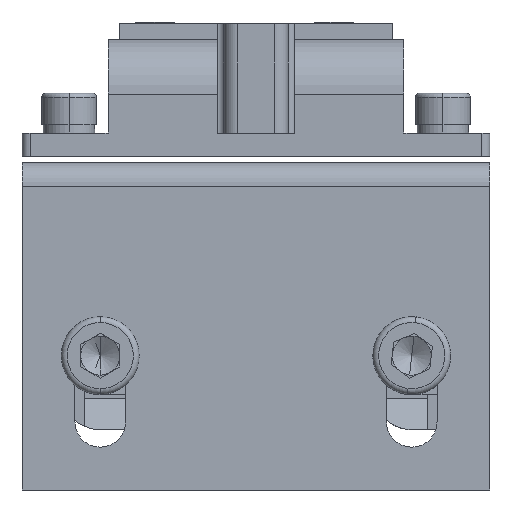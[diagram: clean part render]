
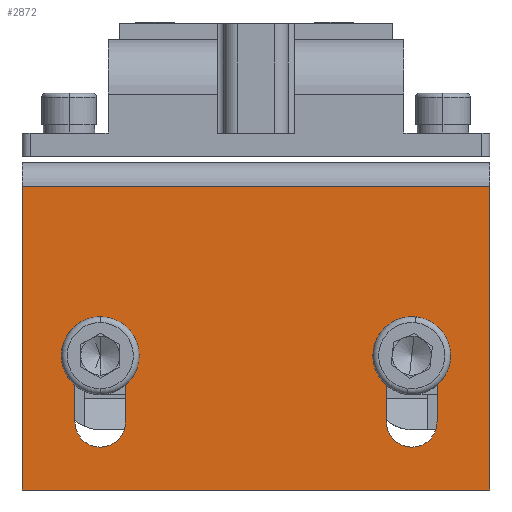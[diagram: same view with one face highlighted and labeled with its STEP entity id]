
A CAD part, left-side view. The second image highlights one B-rep face of the part: STEP entity #2872.
In plain terms, the highlighted planar face has unit normal (-1, 0, 0).
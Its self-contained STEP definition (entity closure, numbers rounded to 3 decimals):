
#1245 = DIRECTION ( 'NONE',  ( 0., -1., 0. ) ) ;
#1317 = AXIS2_PLACEMENT_3D ( 'NONE', #3187, #3186, #3281 ) ;
#1359 = AXIS2_PLACEMENT_3D ( 'NONE', #6506, #6501, #6609 ) ;
#1366 = AXIS2_PLACEMENT_3D ( 'NONE', #6729, #6728, #6727 ) ;
#1380 = AXIS2_PLACEMENT_3D ( 'NONE', #6719, #6718, #6717 ) ;
#1400 = DIRECTION ( 'NONE',  ( 0., 0., -1. ) ) ;
#1424 = AXIS2_PLACEMENT_3D ( 'NONE', #6594, #6595, #6591 ) ;
#1466 = CARTESIAN_POINT ( 'NONE',  ( -12.4, 27.056, -10.577 ) ) ;
#1467 = CARTESIAN_POINT ( 'NONE',  ( -12.4, 13.806, -40.827 ) ) ;
#1518 = VERTEX_POINT ( 'NONE', #5071 ) ;
#1529 = VERTEX_POINT ( 'NONE', #5083 ) ;
#1532 = VERTEX_POINT ( 'NONE', #5086 ) ;
#1542 = VERTEX_POINT ( 'NONE', #5098 ) ;
#1545 = VERTEX_POINT ( 'NONE', #5100 ) ;
#1558 = VERTEX_POINT ( 'NONE', #5113 ) ;
#1595 = VERTEX_POINT ( 'NONE', #5039 ) ;
#1596 = VERTEX_POINT ( 'NONE', #5037 ) ;
#1597 = VERTEX_POINT ( 'NONE', #5036 ) ;
#1599 = VERTEX_POINT ( 'NONE', #5035 ) ;
#1603 = VERTEX_POINT ( 'NONE', #4972 ) ;
#1604 = VERTEX_POINT ( 'NONE', #4998 ) ;
#1605 = VERTEX_POINT ( 'NONE', #5030 ) ;
#1607 = VERTEX_POINT ( 'NONE', #5027 ) ;
#1712 = ORIENTED_EDGE ( 'NONE', *, *, #7790, .T. ) ;
#1897 = ORIENTED_EDGE ( 'NONE', *, *, #8112, .T. ) ;
#2060 = ORIENTED_EDGE ( 'NONE', *, *, #8098, .T. ) ;
#2290 = CIRCLE ( 'NONE', #1359, 3.25 ) ;
#2353 = VECTOR ( 'NONE', #6699, 1000. ) ;
#2687 = LINE ( 'NONE', #6730, #2353 ) ;
#2703 = CIRCLE ( 'NONE', #1366, 3.25 ) ;
#2764 = FACE_BOUND ( 'NONE', #4153, .T. ) ;
#2777 = FACE_OUTER_BOUND ( 'NONE', #4154, .T. ) ;
#2823 = FACE_BOUND ( 'NONE', #4083, .T. ) ;
#2872 = ADVANCED_FACE ( 'NONE', ( #2823, #2764, #2777 ), #5338, .F. ) ;
#3186 = DIRECTION ( 'NONE',  ( 1., 0., 0. ) ) ;
#3187 = CARTESIAN_POINT ( 'NONE',  ( -12.4, 17.056, -32.327 ) ) ;
#3281 = DIRECTION ( 'NONE',  ( 0., 0., 1. ) ) ;
#3290 = DIRECTION ( 'NONE',  ( 0., 0., 1. ) ) ;
#3303 = CARTESIAN_POINT ( 'NONE',  ( -12.4, 27.056, -49.577 ) ) ;
#3317 = CARTESIAN_POINT ( 'NONE',  ( -12.4, 27.056, -49.577 ) ) ;
#3339 = DIRECTION ( 'NONE',  ( 0., -1., 0. ) ) ;
#3778 = ORIENTED_EDGE ( 'NONE', *, *, #7817, .T. ) ;
#3779 = ORIENTED_EDGE ( 'NONE', *, *, #7968, .T. ) ;
#3780 = ORIENTED_EDGE ( 'NONE', *, *, #7819, .T. ) ;
#3787 = ORIENTED_EDGE ( 'NONE', *, *, #7880, .T. ) ;
#4083 = EDGE_LOOP ( 'NONE', ( #2060, #3778, #9526, #1712, #3780 ) ) ;
#4153 = EDGE_LOOP ( 'NONE', ( #3779, #1897, #3787, #9231, #9230 ) ) ;
#4154 = EDGE_LOOP ( 'NONE', ( #9422, #9345, #9154, #9555 ) ) ;
#4789 = DIRECTION ( 'NONE',  ( 1., 0., 0. ) ) ;
#4972 = CARTESIAN_POINT ( 'NONE',  ( -12.4, 27.056, -10.577 ) ) ;
#4998 = CARTESIAN_POINT ( 'NONE',  ( -12.4, -32.944, -49.577 ) ) ;
#5027 = CARTESIAN_POINT ( 'NONE',  ( -12.4, 27.056, -49.577 ) ) ;
#5030 = CARTESIAN_POINT ( 'NONE',  ( -12.4, -32.944, -10.577 ) ) ;
#5035 = CARTESIAN_POINT ( 'NONE',  ( -12.4, 13.806, -40.827 ) ) ;
#5036 = CARTESIAN_POINT ( 'NONE',  ( -12.4, 20.306, -32.327 ) ) ;
#5037 = CARTESIAN_POINT ( 'NONE',  ( -12.4, -26.194, -32.327 ) ) ;
#5039 = CARTESIAN_POINT ( 'NONE',  ( -12.4, 13.806, -32.327 ) ) ;
#5071 = CARTESIAN_POINT ( 'NONE',  ( -12.4, -19.694, -32.327 ) ) ;
#5083 = CARTESIAN_POINT ( 'NONE',  ( -12.4, 17.056, -44.077 ) ) ;
#5086 = CARTESIAN_POINT ( 'NONE',  ( -12.4, 20.306, -40.827 ) ) ;
#5098 = CARTESIAN_POINT ( 'NONE',  ( -12.4, -22.944, -44.077 ) ) ;
#5100 = CARTESIAN_POINT ( 'NONE',  ( -12.4, -19.694, -40.827 ) ) ;
#5113 = CARTESIAN_POINT ( 'NONE',  ( -12.4, -26.194, -40.827 ) ) ;
#5312 = CARTESIAN_POINT ( 'NONE',  ( -12.4, 27.056, -49.577 ) ) ;
#5338 = PLANE ( 'NONE',  #9768 ) ;
#5352 = DIRECTION ( 'NONE',  ( 0., 1., 0. ) ) ;
#5545 = CIRCLE ( 'NONE', #1424, 3.25 ) ;
#5577 = CIRCLE ( 'NONE', #1380, 3.25 ) ;
#5672 = LINE ( 'NONE', #3303, #5673 ) ;
#5673 = VECTOR ( 'NONE', #3290, 1000. ) ;
#5683 = LINE ( 'NONE', #3317, #5691 ) ;
#5691 = VECTOR ( 'NONE', #3339, 1000. ) ;
#5711 = CIRCLE ( 'NONE', #1317, 3.25 ) ;
#5732 = LINE ( 'NONE', #7266, #5747 ) ;
#5734 = VECTOR ( 'NONE', #1245, 1000. ) ;
#5735 = LINE ( 'NONE', #7544, #5739 ) ;
#5738 = VECTOR ( 'NONE', #1400, 1000. ) ;
#5739 = VECTOR ( 'NONE', #7309, 1000. ) ;
#5744 = LINE ( 'NONE', #1466, #5734 ) ;
#5747 = VECTOR ( 'NONE', #7273, 1000. ) ;
#5751 = LINE ( 'NONE', #1467, #5738 ) ;
#5819 = LINE ( 'NONE', #7647, #5821 ) ;
#5821 = VECTOR ( 'NONE', #7638, 1000. ) ;
#5850 = CIRCLE ( 'NONE', #9850, 3.25 ) ;
#6501 = DIRECTION ( 'NONE',  ( 1., 0., 0. ) ) ;
#6506 = CARTESIAN_POINT ( 'NONE',  ( -12.4, -22.944, -40.827 ) ) ;
#6591 = DIRECTION ( 'NONE',  ( 0., 0., -1. ) ) ;
#6594 = CARTESIAN_POINT ( 'NONE',  ( -12.4, 17.056, -40.827 ) ) ;
#6595 = DIRECTION ( 'NONE',  ( 1., 0., 0. ) ) ;
#6609 = DIRECTION ( 'NONE',  ( 0., 0., -1. ) ) ;
#6699 = DIRECTION ( 'NONE',  ( 0., 0., 1. ) ) ;
#6717 = DIRECTION ( 'NONE',  ( 0., 0., 1. ) ) ;
#6718 = DIRECTION ( 'NONE',  ( 1., 0., 0. ) ) ;
#6719 = CARTESIAN_POINT ( 'NONE',  ( -12.4, -22.944, -32.327 ) ) ;
#6727 = DIRECTION ( 'NONE',  ( 0., 0., -1. ) ) ;
#6728 = DIRECTION ( 'NONE',  ( 1., 0., 0. ) ) ;
#6729 = CARTESIAN_POINT ( 'NONE',  ( -12.4, -22.944, -40.827 ) ) ;
#6730 = CARTESIAN_POINT ( 'NONE',  ( -12.4, -19.694, -40.827 ) ) ;
#7193 = DIRECTION ( 'NONE',  ( 0., 0., -1. ) ) ;
#7194 = DIRECTION ( 'NONE',  ( 1., 0., 0. ) ) ;
#7197 = CARTESIAN_POINT ( 'NONE',  ( -12.4, 17.056, -40.827 ) ) ;
#7266 = CARTESIAN_POINT ( 'NONE',  ( -12.4, -32.944, -49.577 ) ) ;
#7273 = DIRECTION ( 'NONE',  ( 0., 0., 1. ) ) ;
#7309 = DIRECTION ( 'NONE',  ( 0., 0., 1. ) ) ;
#7544 = CARTESIAN_POINT ( 'NONE',  ( -12.4, 20.306, -40.827 ) ) ;
#7638 = DIRECTION ( 'NONE',  ( 0., 0., -1. ) ) ;
#7647 = CARTESIAN_POINT ( 'NONE',  ( -12.4, -26.194, -40.827 ) ) ;
#7790 = EDGE_CURVE ( 'NONE', #1545, #1518, #2687, .T. ) ;
#7801 = EDGE_CURVE ( 'NONE', #1542, #1545, #2290, .T. ) ;
#7817 = EDGE_CURVE ( 'NONE', #1558, #1542, #2703, .T. ) ;
#7819 = EDGE_CURVE ( 'NONE', #1518, #1596, #5577, .T. ) ;
#7880 = EDGE_CURVE ( 'NONE', #1529, #1532, #5545, .T. ) ;
#7968 = EDGE_CURVE ( 'NONE', #1595, #1599, #5751, .T. ) ;
#7969 = EDGE_CURVE ( 'NONE', #1603, #1605, #5744, .T. ) ;
#8036 = EDGE_CURVE ( 'NONE', #1607, #1603, #5672, .T. ) ;
#8042 = EDGE_CURVE ( 'NONE', #1607, #1604, #5683, .T. ) ;
#8051 = EDGE_CURVE ( 'NONE', #1597, #1595, #5711, .T. ) ;
#8061 = EDGE_CURVE ( 'NONE', #1532, #1597, #5735, .T. ) ;
#8066 = EDGE_CURVE ( 'NONE', #1604, #1605, #5732, .T. ) ;
#8098 = EDGE_CURVE ( 'NONE', #1596, #1558, #5819, .T. ) ;
#8112 = EDGE_CURVE ( 'NONE', #1599, #1529, #5850, .T. ) ;
#9154 = ORIENTED_EDGE ( 'NONE', *, *, #8036, .F. ) ;
#9230 = ORIENTED_EDGE ( 'NONE', *, *, #8051, .T. ) ;
#9231 = ORIENTED_EDGE ( 'NONE', *, *, #8061, .T. ) ;
#9345 = ORIENTED_EDGE ( 'NONE', *, *, #7969, .F. ) ;
#9422 = ORIENTED_EDGE ( 'NONE', *, *, #8066, .T. ) ;
#9526 = ORIENTED_EDGE ( 'NONE', *, *, #7801, .T. ) ;
#9555 = ORIENTED_EDGE ( 'NONE', *, *, #8042, .T. ) ;
#9768 = AXIS2_PLACEMENT_3D ( 'NONE', #5312, #4789, #5352 ) ;
#9850 = AXIS2_PLACEMENT_3D ( 'NONE', #7197, #7194, #7193 ) ;
